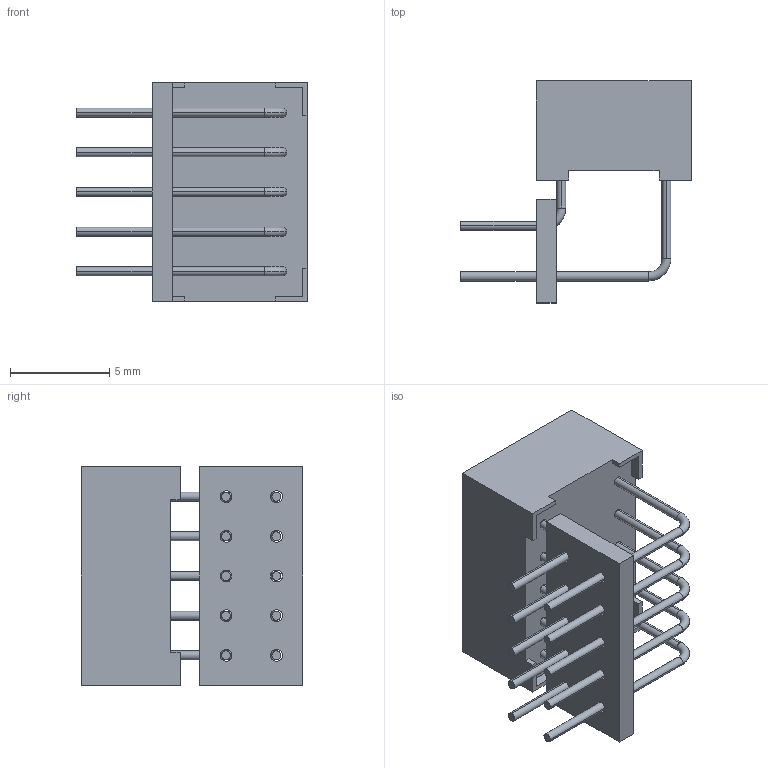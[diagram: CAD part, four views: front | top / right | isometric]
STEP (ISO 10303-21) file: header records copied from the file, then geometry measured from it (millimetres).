
FILE_DESCRIPTION (( 'STEP AP214' ), '1' );
FILE_NAME ('SA32-21GWB-SBI-F01.STEP', '2010-03-26T00:13:35', ( '' ), ( '' ), 'SwSTEP 2.0', 'SolidWorks 2008', '' );
FILE_SCHEMA (( 'AUTOMOTIVE_DESIGN' ));
Length unit declared in the file: millimetre
Products named in the file (1): SA32-21GWB-SBI-F01
Bounding box: 11.61 x 11.17 x 11 mm (x, y, z)
Volume: 455.9 mm3; surface area: 675.8 mm2
Topology: 2 solids, 2 shells, 477 faces, 1251 edges, 824 vertices
Faces by surface type: plane 259, bspline 116, cylinder 62, cone 20, torus 20
Entity records: 25227 total; most frequent: CARTESIAN_POINT 8941, ORIENTED_EDGE 2502, DIRECTION 1937, EDGE_CURVE 1251, VECTOR 825, LINE 825, VERTEX_POINT 824, AXIS2_PLACEMENT_3D 556
